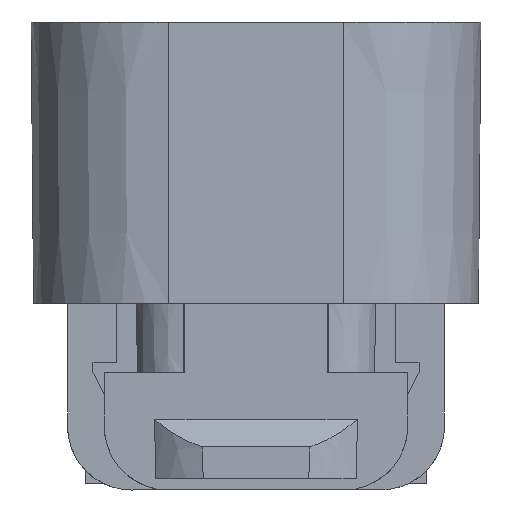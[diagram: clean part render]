
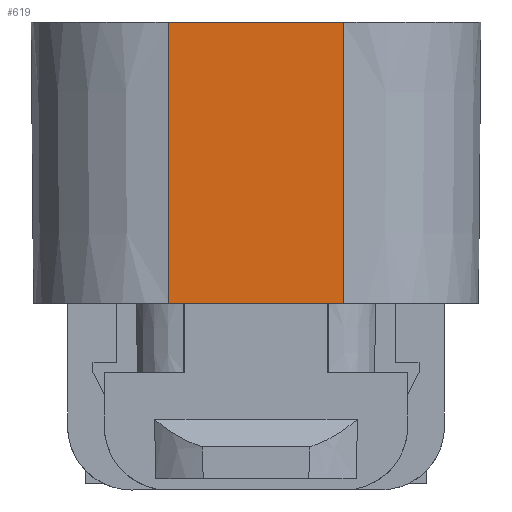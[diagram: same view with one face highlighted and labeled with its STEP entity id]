
A CAD part, front view. The second image highlights one B-rep face of the part: STEP entity #619.
In plain terms, the highlighted planar face has unit normal (0, -1, -0.009).
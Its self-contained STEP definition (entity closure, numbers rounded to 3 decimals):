
#276=FACE_OUTER_BOUND('',#1265,.T.);
#619=ADVANCED_FACE('',(#276),#929,.T.);
#929=PLANE('',#6847);
#1265=EDGE_LOOP('',(#2657,#2658,#2659,#2660));
#2657=ORIENTED_EDGE('',*,*,#4612,.F.);
#2658=ORIENTED_EDGE('',*,*,#4613,.F.);
#2659=ORIENTED_EDGE('',*,*,#4610,.T.);
#2660=ORIENTED_EDGE('',*,*,#4600,.T.);
#3784=VERTEX_POINT('',#9972);
#3785=VERTEX_POINT('',#9974);
#3792=VERTEX_POINT('',#9994);
#3793=VERTEX_POINT('',#9998);
#4600=EDGE_CURVE('',#3785,#3784,#5488,.T.);
#4610=EDGE_CURVE('',#3792,#3785,#5495,.T.);
#4612=EDGE_CURVE('',#3793,#3784,#5496,.T.);
#4613=EDGE_CURVE('',#3792,#3793,#5497,.T.);
#5488=LINE('',#9973,#6333);
#5495=LINE('',#9993,#6340);
#5496=LINE('',#9997,#6341);
#5497=LINE('',#9999,#6342);
#6333=VECTOR('',#8039,1.);
#6340=VECTOR('',#8058,1.);
#6341=VECTOR('',#8063,1.);
#6342=VECTOR('',#8064,1.);
#6847=AXIS2_PLACEMENT_3D('',#10000,#8065,#8066);
#8039=DIRECTION('',(1.,0.,0.));
#8058=DIRECTION('',(0.,0.009,-1.));
#8063=DIRECTION('',(0.,0.009,-1.));
#8064=DIRECTION('',(1.,0.,0.));
#8065=DIRECTION('',(0.,-1.,-0.009));
#8066=DIRECTION('',(0.,0.009,-1.));
#9972=CARTESIAN_POINT('',(5.479,-8.446,-10.9));
#9973=CARTESIAN_POINT('',(-5.479,-8.446,-10.9));
#9974=CARTESIAN_POINT('',(-5.479,-8.446,-10.9));
#9993=CARTESIAN_POINT('',(-5.479,-8.6,6.7));
#9994=CARTESIAN_POINT('',(-5.479,-8.6,6.7));
#9997=CARTESIAN_POINT('',(5.479,-8.6,6.7));
#9998=CARTESIAN_POINT('',(5.479,-8.6,6.7));
#9999=CARTESIAN_POINT('',(-5.479,-8.6,6.7));
#10000=CARTESIAN_POINT('',(-5.479,-8.6,6.7));
